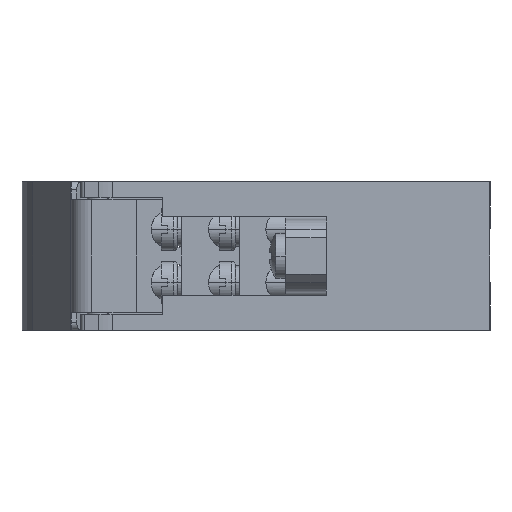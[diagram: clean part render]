
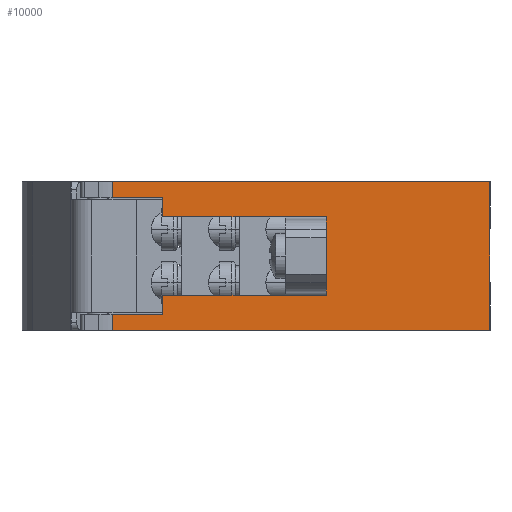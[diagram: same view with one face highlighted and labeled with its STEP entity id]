
A CAD part, left-side view. The second image highlights one B-rep face of the part: STEP entity #10000.
In plain terms, the highlighted planar face has unit normal (-1, 0, 0).
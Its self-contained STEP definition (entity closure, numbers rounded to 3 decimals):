
#722=DIRECTION('',(0.,0.,1.));
#723=VECTOR('',#722,6.5);
#724=CARTESIAN_POINT('',(-21.,20.,-3.25));
#725=LINE('',#724,#723);
#726=DIRECTION('',(0.,1.,0.));
#727=VECTOR('',#726,6.172);
#728=CARTESIAN_POINT('',(-21.,40.,7.1));
#729=LINE('',#728,#727);
#730=DIRECTION('',(0.,0.,1.));
#731=VECTOR('',#730,2.);
#732=CARTESIAN_POINT('',(-21.,46.172,7.1));
#733=LINE('',#732,#731);
#734=DIRECTION('',(0.,-1.,0.));
#735=VECTOR('',#734,46.172);
#736=CARTESIAN_POINT('',(-21.,46.172,9.1));
#737=LINE('',#736,#735);
#738=DIRECTION('',(0.,1.,0.));
#739=VECTOR('',#738,46.172);
#740=CARTESIAN_POINT('',(-21.,0.,-9.1));
#741=LINE('',#740,#739);
#742=DIRECTION('',(0.,-1.,0.));
#743=VECTOR('',#742,6.172);
#744=CARTESIAN_POINT('',(-21.,46.172,-7.1));
#745=LINE('',#744,#743);
#780=DIRECTION('',(0.,0.,-1.));
#781=VECTOR('',#780,1.55);
#782=CARTESIAN_POINT('',(-21.,20.,-3.25));
#783=LINE('',#782,#781);
#796=DIRECTION('',(0.,0.,-1.));
#797=VECTOR('',#796,1.55);
#798=CARTESIAN_POINT('',(-21.,20.,4.8));
#799=LINE('',#798,#797);
#4160=DIRECTION('',(0.,1.,0.));
#4161=VECTOR('',#4160,20.);
#4162=CARTESIAN_POINT('',(-21.,20.,-4.8));
#4163=LINE('',#4162,#4161);
#4164=DIRECTION('',(0.,0.,-1.));
#4165=VECTOR('',#4164,2.3);
#4166=CARTESIAN_POINT('',(-21.,40.,-4.8));
#4167=LINE('',#4166,#4165);
#6225=DIRECTION('',(0.,0.,1.));
#6226=VECTOR('',#6225,18.2);
#6227=CARTESIAN_POINT('',(-21.,0.,-9.1));
#6228=LINE('',#6227,#6226);
#6459=DIRECTION('',(0.,0.,-1.));
#6460=VECTOR('',#6459,2.);
#6461=CARTESIAN_POINT('',(-21.,46.172,-7.1));
#6462=LINE('',#6461,#6460);
#6585=DIRECTION('',(0.,0.,-1.));
#6586=VECTOR('',#6585,2.3);
#6587=CARTESIAN_POINT('',(-21.,40.,7.1));
#6588=LINE('',#6587,#6586);
#6601=DIRECTION('',(0.,-1.,0.));
#6602=VECTOR('',#6601,20.);
#6603=CARTESIAN_POINT('',(-21.,40.,4.8));
#6604=LINE('',#6603,#6602);
#7126=CARTESIAN_POINT('',(-21.,46.172,-9.1));
#7127=VERTEX_POINT('',#7126);
#7128=CARTESIAN_POINT('',(-21.,0.,-9.1));
#7129=VERTEX_POINT('',#7128);
#7164=CARTESIAN_POINT('',(-21.,46.172,-7.1));
#7166=VERTEX_POINT('',#7164);
#7242=CARTESIAN_POINT('',(-21.,0.,9.1));
#7243=VERTEX_POINT('',#7242);
#7244=CARTESIAN_POINT('',(-21.,46.172,9.1));
#7245=VERTEX_POINT('',#7244);
#7290=CARTESIAN_POINT('',(-21.,46.172,7.1));
#7291=VERTEX_POINT('',#7290);
#7293=CARTESIAN_POINT('',(-21.,40.,7.1));
#7295=VERTEX_POINT('',#7293);
#7304=CARTESIAN_POINT('',(-21.,40.,-7.1));
#7305=VERTEX_POINT('',#7304);
#7306=CARTESIAN_POINT('',(-21.,40.,-4.8));
#7307=VERTEX_POINT('',#7306);
#7308=CARTESIAN_POINT('',(-21.,20.,-4.8));
#7309=VERTEX_POINT('',#7308);
#7310=CARTESIAN_POINT('',(-21.,40.,4.8));
#7311=CARTESIAN_POINT('',(-21.,20.,4.8));
#7312=VERTEX_POINT('',#7310);
#7313=VERTEX_POINT('',#7311);
#8695=CARTESIAN_POINT('',(-21.,20.,-3.25));
#8696=CARTESIAN_POINT('',(-21.,20.,3.25));
#8697=VERTEX_POINT('',#8695);
#8698=VERTEX_POINT('',#8696);
#9966=CARTESIAN_POINT('',(-21.,23.086,0.));
#9967=DIRECTION('',(1.,0.,0.));
#9968=DIRECTION('',(0.,-1.,0.));
#9969=AXIS2_PLACEMENT_3D('',#9966,#9967,#9968);
#9970=PLANE('',#9969);
#9971=ORIENTED_EDGE('',*,*,#9945,.T.);
#9973=ORIENTED_EDGE('',*,*,#9972,.F.);
#9975=ORIENTED_EDGE('',*,*,#9974,.F.);
#9977=ORIENTED_EDGE('',*,*,#9976,.F.);
#9979=ORIENTED_EDGE('',*,*,#9978,.T.);
#9981=ORIENTED_EDGE('',*,*,#9980,.T.);
#9983=ORIENTED_EDGE('',*,*,#9982,.T.);
#9985=ORIENTED_EDGE('',*,*,#9984,.F.);
#9987=ORIENTED_EDGE('',*,*,#9986,.T.);
#9989=ORIENTED_EDGE('',*,*,#9988,.F.);
#9991=ORIENTED_EDGE('',*,*,#9990,.T.);
#9993=ORIENTED_EDGE('',*,*,#9992,.F.);
#9995=ORIENTED_EDGE('',*,*,#9994,.F.);
#9997=ORIENTED_EDGE('',*,*,#9996,.F.);
#9998=EDGE_LOOP('',(#9971,#9973,#9975,#9977,#9979,#9981,#9983,#9985,#9987,#9989,
#9991,#9993,#9995,#9997));
#9999=FACE_OUTER_BOUND('',#9998,.F.);
#9945=EDGE_CURVE('',#8697,#8698,#725,.T.);
#9972=EDGE_CURVE('',#7313,#8698,#799,.T.);
#9974=EDGE_CURVE('',#7312,#7313,#6604,.T.);
#9976=EDGE_CURVE('',#7295,#7312,#6588,.T.);
#9978=EDGE_CURVE('',#7295,#7291,#729,.T.);
#9980=EDGE_CURVE('',#7291,#7245,#733,.T.);
#9982=EDGE_CURVE('',#7245,#7243,#737,.T.);
#9984=EDGE_CURVE('',#7129,#7243,#6228,.T.);
#9986=EDGE_CURVE('',#7129,#7127,#741,.T.);
#9988=EDGE_CURVE('',#7166,#7127,#6462,.T.);
#9990=EDGE_CURVE('',#7166,#7305,#745,.T.);
#9992=EDGE_CURVE('',#7307,#7305,#4167,.T.);
#9994=EDGE_CURVE('',#7309,#7307,#4163,.T.);
#9996=EDGE_CURVE('',#8697,#7309,#783,.T.);
#10000=ADVANCED_FACE('',(#9999),#9970,.F.);
